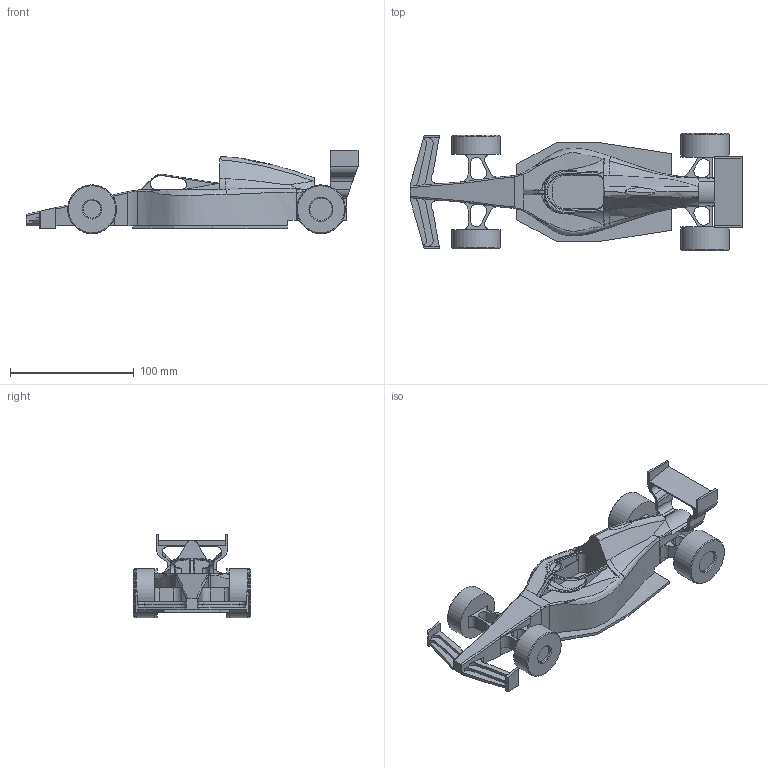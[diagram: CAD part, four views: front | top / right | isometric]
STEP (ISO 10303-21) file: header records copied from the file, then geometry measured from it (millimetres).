
FILE_DESCRIPTION(/* description */ ('STEP AP214'),/* implementation_level */ '2;1');
FILE_NAME(/* name */ 'F1 model 4x groter 2.stp',/* time_stamp */ '2023-04-14T09:49:05-05:00',/* author */ ('dotwibo2'),/* organization */ (' '),/* preprocessor_version */ 'ST-DEVELOPER v18.1',/* originating_system */ 'Autodesk Inventor 2022',/* authorisation */ ' ');
FILE_SCHEMA (('CONFIG_CONTROL_DESIGN'));
Length unit declared in the file: millimetre
Products named in the file (1): F1 model 4x groter
Bounding box: 268.29 x 94.8 x 67.31 mm (x, y, z)
Volume: 380377.2 mm3; surface area: 75227.1 mm2
Topology: 1 solids, 1 shells, 362 faces, 1077 edges, 704 vertices
Faces by surface type: plane 174, cylinder 121, bspline 49, torus 10, cone 8
Full cylindrical faces by diameter (mm): 14.336 x2, 17.92 x2, 39.424 x4
Entity records: 18440 total; most frequent: CARTESIAN_POINT 9009, ORIENTED_EDGE 2126, DIRECTION 1789, EDGE_CURVE 1063, VERTEX_POINT 705, AXIS2_PLACEMENT_3D 628, LINE 533, VECTOR 533
